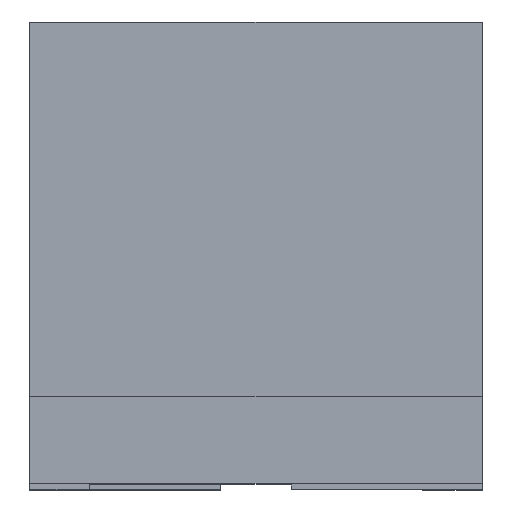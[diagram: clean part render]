
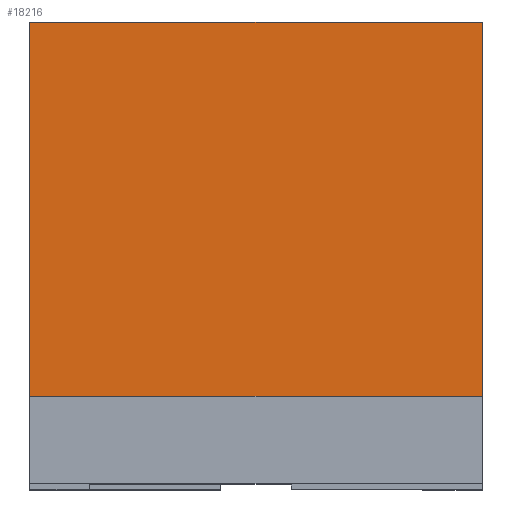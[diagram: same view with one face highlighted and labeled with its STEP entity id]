
A CAD part, top view. The second image highlights one B-rep face of the part: STEP entity #18216.
In plain terms, the highlighted planar face has unit normal (0, 0, 1).
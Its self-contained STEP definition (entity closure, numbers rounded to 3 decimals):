
#1207 = CARTESIAN_POINT ( 'NONE',  ( 7.75, 3.001, 7. ) ) ;
#1371 = VERTEX_POINT ( 'NONE', #16025 ) ;
#1424 = FACE_OUTER_BOUND ( 'NONE', #10746, .T. ) ;
#1778 = CARTESIAN_POINT ( 'NONE',  ( -7.75, 15.8, 7. ) ) ;
#1806 = EDGE_CURVE ( 'NONE', #11406, #1371, #13755, .T. ) ;
#2432 = DIRECTION ( 'NONE',  ( -1., 0., 0. ) ) ;
#2602 = VECTOR ( 'NONE', #16843, 1000. ) ;
#3755 = ORIENTED_EDGE ( 'NONE', *, *, #4460, .F. ) ;
#4460 = EDGE_CURVE ( 'NONE', #1371, #13355, #5188, .T. ) ;
#4920 = CARTESIAN_POINT ( 'NONE',  ( -7.75, 15.8, 7. ) ) ;
#5188 = LINE ( 'NONE', #12960, #8813 ) ;
#6340 = LINE ( 'NONE', #1778, #9023 ) ;
#6875 = CARTESIAN_POINT ( 'NONE',  ( -7.75, 3.001, 7. ) ) ;
#7107 = VERTEX_POINT ( 'NONE', #9762 ) ;
#7346 = PLANE ( 'NONE',  #9063 ) ;
#8036 = EDGE_CURVE ( 'NONE', #7107, #13355, #14231, .T. ) ;
#8256 = DIRECTION ( 'NONE',  ( 0., 0., -1. ) ) ;
#8563 = ORIENTED_EDGE ( 'NONE', *, *, #1806, .F. ) ;
#8705 = DIRECTION ( 'NONE',  ( 0., 1., 0. ) ) ;
#8813 = VECTOR ( 'NONE', #18893, 1000. ) ;
#9023 = VECTOR ( 'NONE', #8705, 1000. ) ;
#9063 = AXIS2_PLACEMENT_3D ( 'NONE', #17272, #8256, #2432 ) ;
#9762 = CARTESIAN_POINT ( 'NONE',  ( -7.75, 3.001, 7. ) ) ;
#9848 = CARTESIAN_POINT ( 'NONE',  ( -7.75, 15.8, 7. ) ) ;
#10669 = ORIENTED_EDGE ( 'NONE', *, *, #8036, .T. ) ;
#10746 = EDGE_LOOP ( 'NONE', ( #10669, #3755, #8563, #13105 ) ) ;
#11406 = VERTEX_POINT ( 'NONE', #9848 ) ;
#12802 = DIRECTION ( 'NONE',  ( 1., 0., 0. ) ) ;
#12960 = CARTESIAN_POINT ( 'NONE',  ( 7.75, 15.8, 7. ) ) ;
#13105 = ORIENTED_EDGE ( 'NONE', *, *, #14255, .F. ) ;
#13355 = VERTEX_POINT ( 'NONE', #1207 ) ;
#13755 = LINE ( 'NONE', #4920, #2602 ) ;
#14231 = LINE ( 'NONE', #6875, #14820 ) ;
#14255 = EDGE_CURVE ( 'NONE', #7107, #11406, #6340, .T. ) ;
#14820 = VECTOR ( 'NONE', #12802, 1000. ) ;
#16025 = CARTESIAN_POINT ( 'NONE',  ( 7.75, 15.8, 7. ) ) ;
#16843 = DIRECTION ( 'NONE',  ( 1., 0., 0. ) ) ;
#17272 = CARTESIAN_POINT ( 'NONE',  ( -7.75, 15.8, 7. ) ) ;
#18216 = ADVANCED_FACE ( 'NONE', ( #1424 ), #7346, .F. ) ;
#18893 = DIRECTION ( 'NONE',  ( 0., -1., 0. ) ) ;
